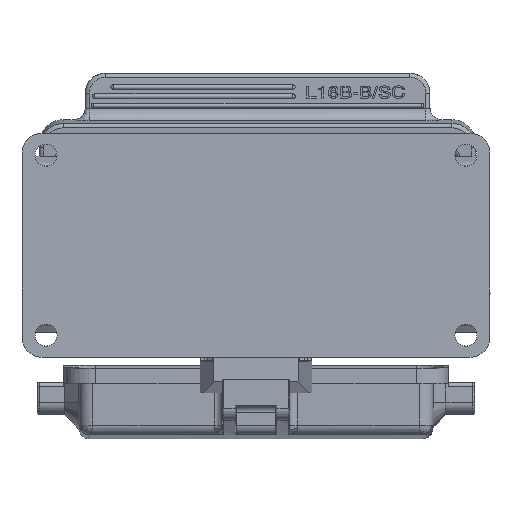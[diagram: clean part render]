
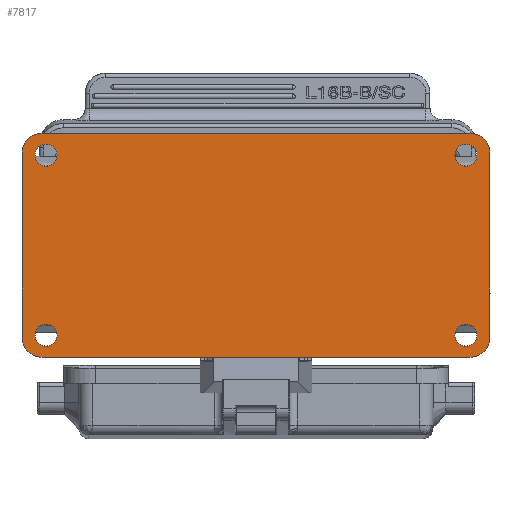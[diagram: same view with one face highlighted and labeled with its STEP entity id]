
A CAD part, front view. The second image highlights one B-rep face of the part: STEP entity #7817.
In plain terms, the highlighted planar face has unit normal (0, -1, -0.009).
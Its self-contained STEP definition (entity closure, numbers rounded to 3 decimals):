
#5574=CIRCLE('',#28399,5.);
#5621=CIRCLE('',#28525,2.75);
#5622=CIRCLE('',#28527,5.);
#5623=CIRCLE('',#28528,5.);
#5624=CIRCLE('',#28529,5.);
#5625=CIRCLE('',#28530,2.75);
#5626=CIRCLE('',#28531,2.75);
#5627=CIRCLE('',#28532,2.75);
#5628=CIRCLE('',#28533,2.75);
#5629=CIRCLE('',#28534,2.75);
#5630=CIRCLE('',#28535,2.75);
#5631=CIRCLE('',#28536,2.75);
#7817=ADVANCED_FACE('',(#12255,#12256,#12257,#12258,#12259),#8797,.F.);
#8797=PLANE('',#28537);
#9670=LINE('',#42119,#11127);
#9682=LINE('',#42197,#11139);
#9692=LINE('',#42614,#11149);
#9737=LINE('',#44764,#11194);
#11127=VECTOR('',#31479,1.);
#11139=VECTOR('',#31507,1.);
#11149=VECTOR('',#31557,1.);
#11194=VECTOR('',#31816,1.);
#12255=FACE_BOUND('',#12874,.T.);
#12256=FACE_BOUND('',#12875,.T.);
#12257=FACE_BOUND('',#12876,.T.);
#12258=FACE_BOUND('',#12877,.T.);
#12259=FACE_BOUND('',#12878,.T.);
#12874=EDGE_LOOP('',(#16501,#16502,#16503,#16504,#16505,#16506,#16507,#16508));
#12875=EDGE_LOOP('',(#16509,#16510));
#12876=EDGE_LOOP('',(#16511,#16512));
#12877=EDGE_LOOP('',(#16513,#16514));
#12878=EDGE_LOOP('',(#16515,#16516));
#16501=ORIENTED_EDGE('',*,*,#24332,.F.);
#16502=ORIENTED_EDGE('',*,*,#24336,.T.);
#16503=ORIENTED_EDGE('',*,*,#24552,.F.);
#16504=ORIENTED_EDGE('',*,*,#24370,.T.);
#16505=ORIENTED_EDGE('',*,*,#24553,.F.);
#16506=ORIENTED_EDGE('',*,*,#24554,.F.);
#16507=ORIENTED_EDGE('',*,*,#24555,.F.);
#16508=ORIENTED_EDGE('',*,*,#24315,.T.);
#16509=ORIENTED_EDGE('',*,*,#24556,.F.);
#16510=ORIENTED_EDGE('',*,*,#24557,.F.);
#16511=ORIENTED_EDGE('',*,*,#24558,.F.);
#16512=ORIENTED_EDGE('',*,*,#24559,.F.);
#16513=ORIENTED_EDGE('',*,*,#24560,.F.);
#16514=ORIENTED_EDGE('',*,*,#24561,.F.);
#16515=ORIENTED_EDGE('',*,*,#24562,.F.);
#16516=ORIENTED_EDGE('',*,*,#24551,.F.);
#21671=VERTEX_POINT('',#42120);
#21672=VERTEX_POINT('',#42121);
#21688=VERTEX_POINT('',#42189);
#21691=VERTEX_POINT('',#42196);
#21715=VERTEX_POINT('',#42613);
#21716=VERTEX_POINT('',#42615);
#21819=VERTEX_POINT('',#44756);
#21820=VERTEX_POINT('',#44758);
#21821=VERTEX_POINT('',#44763);
#21822=VERTEX_POINT('',#44765);
#21823=VERTEX_POINT('',#44768);
#21824=VERTEX_POINT('',#44769);
#21825=VERTEX_POINT('',#44772);
#21826=VERTEX_POINT('',#44773);
#21827=VERTEX_POINT('',#44776);
#21828=VERTEX_POINT('',#44777);
#24315=EDGE_CURVE('',#21671,#21672,#9670,.T.);
#24332=EDGE_CURVE('',#21688,#21672,#5574,.T.);
#24336=EDGE_CURVE('',#21688,#21691,#9682,.T.);
#24370=EDGE_CURVE('',#21716,#21715,#9692,.T.);
#24551=EDGE_CURVE('',#21820,#21819,#5621,.T.);
#24552=EDGE_CURVE('',#21716,#21691,#5622,.T.);
#24553=EDGE_CURVE('',#21821,#21715,#5623,.T.);
#24554=EDGE_CURVE('',#21822,#21821,#9737,.T.);
#24555=EDGE_CURVE('',#21671,#21822,#5624,.T.);
#24556=EDGE_CURVE('',#21823,#21824,#5625,.T.);
#24557=EDGE_CURVE('',#21824,#21823,#5626,.T.);
#24558=EDGE_CURVE('',#21825,#21826,#5627,.T.);
#24559=EDGE_CURVE('',#21826,#21825,#5628,.T.);
#24560=EDGE_CURVE('',#21827,#21828,#5629,.T.);
#24561=EDGE_CURVE('',#21828,#21827,#5630,.T.);
#24562=EDGE_CURVE('',#21819,#21820,#5631,.T.);
#28399=AXIS2_PLACEMENT_3D('',#42188,#31499,#31500);
#28525=AXIS2_PLACEMENT_3D('',#44759,#31808,#31809);
#28527=AXIS2_PLACEMENT_3D('',#44761,#31812,#31813);
#28528=AXIS2_PLACEMENT_3D('',#44762,#31814,#31815);
#28529=AXIS2_PLACEMENT_3D('',#44766,#31817,#31818);
#28530=AXIS2_PLACEMENT_3D('',#44767,#31819,#31820);
#28531=AXIS2_PLACEMENT_3D('',#44770,#31821,#31822);
#28532=AXIS2_PLACEMENT_3D('',#44771,#31823,#31824);
#28533=AXIS2_PLACEMENT_3D('',#44774,#31825,#31826);
#28534=AXIS2_PLACEMENT_3D('',#44775,#31827,#31828);
#28535=AXIS2_PLACEMENT_3D('',#44778,#31829,#31830);
#28536=AXIS2_PLACEMENT_3D('',#44779,#31831,#31832);
#28537=AXIS2_PLACEMENT_3D('',#44780,#31833,#31834);
#31479=DIRECTION('',(0.,-0.009,1.));
#31499=DIRECTION('',(0.,1.,0.009));
#31500=DIRECTION('',(0.,-0.009,1.));
#31507=DIRECTION('',(-1.,0.,0.));
#31557=DIRECTION('',(0.,0.009,-1.));
#31808=DIRECTION('',(0.,-1.,-0.009));
#31809=DIRECTION('',(0.,-0.009,1.));
#31812=DIRECTION('',(0.,1.,0.009));
#31813=DIRECTION('',(-1.,0.,0.));
#31814=DIRECTION('',(0.,1.,0.009));
#31815=DIRECTION('',(0.,0.009,-1.));
#31816=DIRECTION('',(-1.,0.,0.));
#31817=DIRECTION('',(0.,1.,0.009));
#31818=DIRECTION('',(1.,0.,0.));
#31819=DIRECTION('',(0.,-1.,-0.009));
#31820=DIRECTION('',(0.,0.009,-1.));
#31821=DIRECTION('',(0.,-1.,-0.009));
#31822=DIRECTION('',(0.,-0.009,1.));
#31823=DIRECTION('',(0.,-1.,-0.009));
#31824=DIRECTION('',(0.,0.009,-1.));
#31825=DIRECTION('',(0.,-1.,-0.009));
#31826=DIRECTION('',(0.,-0.009,1.));
#31827=DIRECTION('',(0.,-1.,-0.009));
#31828=DIRECTION('',(0.,0.009,-1.));
#31829=DIRECTION('',(0.,-1.,-0.009));
#31830=DIRECTION('',(0.,-0.009,1.));
#31831=DIRECTION('',(0.,-1.,-0.009));
#31832=DIRECTION('',(0.,0.009,-1.));
#31833=DIRECTION('',(0.,1.,0.009));
#31834=DIRECTION('',(0.,-0.009,1.));
#42119=CARTESIAN_POINT('',(117.,49.669,-47.814));
#42120=CARTESIAN_POINT('',(117.,49.669,-47.814));
#42121=CARTESIAN_POINT('',(117.,49.267,-1.816));
#42188=CARTESIAN_POINT('',(112.,49.267,-1.816));
#42189=CARTESIAN_POINT('',(112.,49.224,3.184));
#42196=CARTESIAN_POINT('',(5.,49.224,3.184));
#42197=CARTESIAN_POINT('',(112.,49.224,3.184));
#42613=CARTESIAN_POINT('',(0.,49.669,-47.814));
#42614=CARTESIAN_POINT('',(0.,49.267,-1.816));
#42615=CARTESIAN_POINT('',(0.,49.267,-1.816));
#44756=CARTESIAN_POINT('',(111.,49.296,-5.066));
#44758=CARTESIAN_POINT('',(111.,49.248,0.434));
#44759=CARTESIAN_POINT('',(111.,49.272,-2.316));
#44761=CARTESIAN_POINT('',(5.,49.267,-1.816));
#44762=CARTESIAN_POINT('',(5.,49.669,-47.814));
#44763=CARTESIAN_POINT('',(5.,49.712,-52.814));
#44764=CARTESIAN_POINT('',(112.,49.712,-52.814));
#44765=CARTESIAN_POINT('',(112.,49.712,-52.814));
#44766=CARTESIAN_POINT('',(112.,49.669,-47.814));
#44767=CARTESIAN_POINT('',(6.,49.272,-2.316));
#44768=CARTESIAN_POINT('',(6.,49.296,-5.066));
#44769=CARTESIAN_POINT('',(6.,49.248,0.434));
#44770=CARTESIAN_POINT('',(6.,49.272,-2.316));
#44771=CARTESIAN_POINT('',(6.,49.664,-47.314));
#44772=CARTESIAN_POINT('',(6.,49.688,-50.064));
#44773=CARTESIAN_POINT('',(6.,49.641,-44.564));
#44774=CARTESIAN_POINT('',(6.,49.664,-47.314));
#44775=CARTESIAN_POINT('',(111.,49.664,-47.314));
#44776=CARTESIAN_POINT('',(111.,49.688,-50.064));
#44777=CARTESIAN_POINT('',(111.,49.641,-44.564));
#44778=CARTESIAN_POINT('',(111.,49.664,-47.314));
#44779=CARTESIAN_POINT('',(111.,49.272,-2.316));
#44780=CARTESIAN_POINT('',(58.5,49.468,-24.815));
